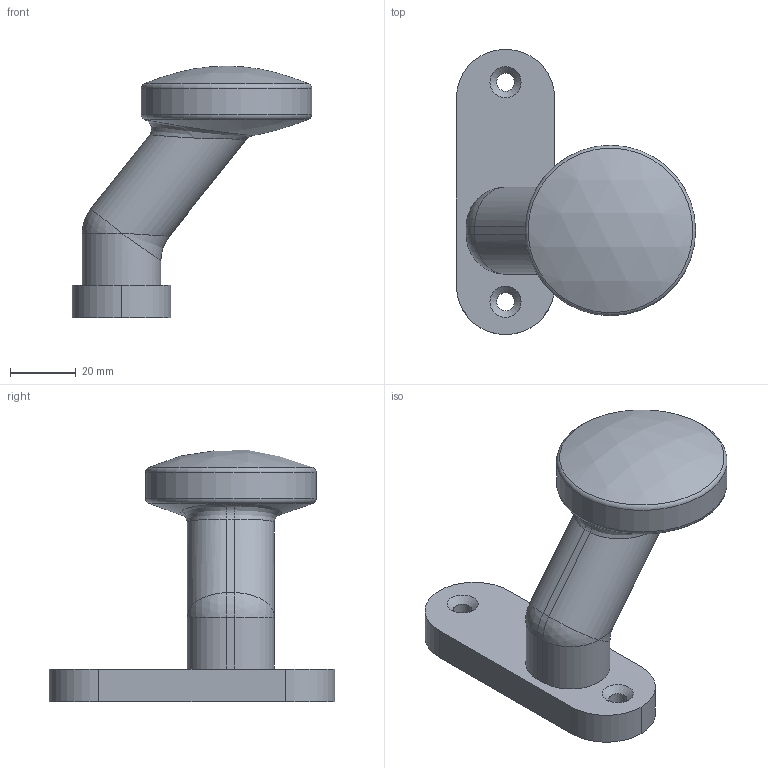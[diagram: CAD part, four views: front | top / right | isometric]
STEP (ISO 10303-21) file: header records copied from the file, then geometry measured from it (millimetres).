
FILE_DESCRIPTION (( 'STEP AP203' ), '1' );
FILE_NAME ('15602-AMF.STEP', '2022-05-16T13:15:00', ( '' ), ( '' ), 'SwSTEP 2.0', 'SolidWorks 2018', '' );
FILE_SCHEMA (( 'CONFIG_CONTROL_DESIGN' ));
Length unit declared in the file: millimetre
Products named in the file (5): 15602-AMF Teil2_15602-AMF Teil2; 15602-AMF; 15602-AMF Teil1_15602-AMF Teil1; 15602-AMF Teil3_15602-AMF Teil3; DIN 7991 Konfig_M8x20
Assembly tree (4 placements, depth 2):
  15602-AMF
    15602-AMF Teil1_15602-AMF Teil1
    15602-AMF Teil2_15602-AMF Teil2
    15602-AMF Teil3_15602-AMF Teil3
    DIN 7991 Konfig_M8x20
Bounding box: 73 x 87 x 76.77 mm (x, y, z)
Volume: 83501.1 mm3; surface area: 20324.1 mm2
Topology: 4 solids, 4 shells, 329 faces, 861 edges, 564 vertices
Faces by surface type: plane 185, bspline 104, cylinder 25, cone 7, sphere 4, torus 4
Full cylindrical faces by diameter (mm): 5.5 x2, 6.8 x1, 8 x1, 13 x1, 16 x1, 17.8 x1, 20 x1, 25 x1, 26 x1, 52 x1
Entity records: 15766 total; most frequent: CARTESIAN_POINT 7963, ORIENTED_EDGE 1666, DIRECTION 1133, EDGE_CURVE 833, VERTEX_POINT 560, VECTOR 553, LINE 553, EDGE_LOOP 385
